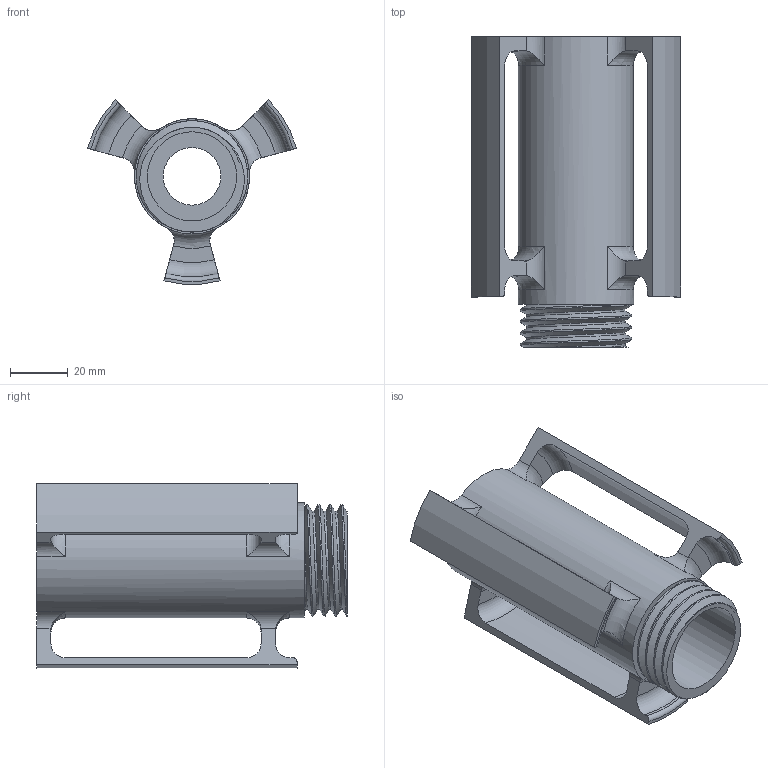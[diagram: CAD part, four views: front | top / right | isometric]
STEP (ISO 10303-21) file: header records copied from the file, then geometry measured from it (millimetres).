
FILE_DESCRIPTION(/* description */ (''),/* implementation_level */ '2;1');
FILE_NAME(/* name */ 'LatchMech v4.step',/* time_stamp */ '2023-09-28T23:06:44-04:00',/* author */ (''),/* organization */ (''),/* preprocessor_version */ 'ST-DEVELOPER v20',/* originating_system */ 'Autodesk Translation Framework v12.14.0.127',/* authorisation */ '');
FILE_SCHEMA (('AUTOMOTIVE_DESIGN { 1 0 10303 214 3 1 1 }'));
Length unit declared in the file: millimetre
Products named in the file (1): LatchMech
Bounding box: 72.64 x 108 x 64.04 mm (x, y, z)
Volume: 74187.1 mm3; surface area: 40873.1 mm2
Topology: 1 solids, 1 shells, 80 faces, 236 edges, 157 vertices
Faces by surface type: cylinder 34, plane 22, torus 21, bspline 2, cone 1
Full cylindrical faces by diameter (mm): 20 x1, 31 x1, 34.132 x3, 38.703 x3, 40 x1
Entity records: 4303 total; most frequent: CARTESIAN_POINT 2086, ORIENTED_EDGE 472, DIRECTION 464, EDGE_CURVE 236, AXIS2_PLACEMENT_3D 190, VERTEX_POINT 157, CIRCLE 111, EDGE_LOOP 87
